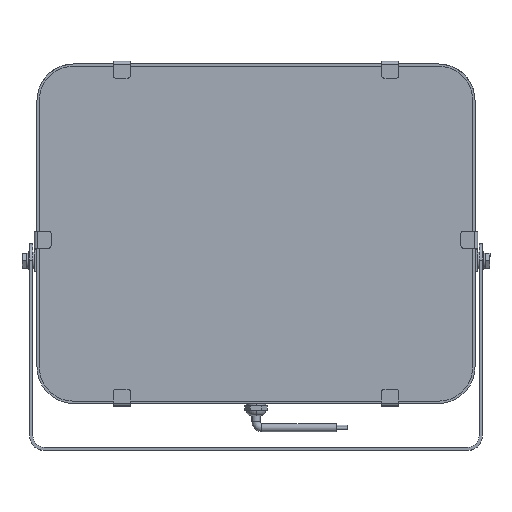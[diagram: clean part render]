
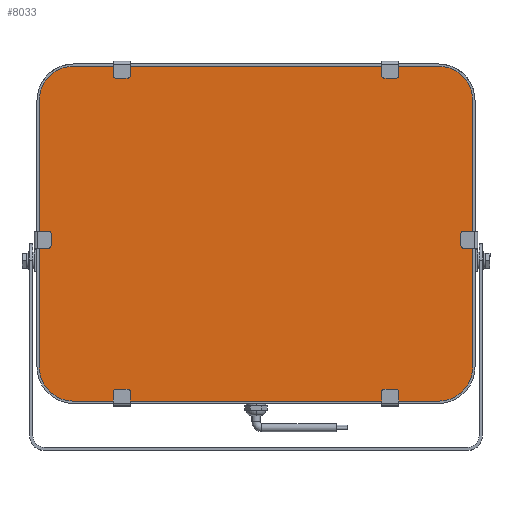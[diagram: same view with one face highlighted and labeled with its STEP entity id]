
A CAD part, top view. The second image highlights one B-rep face of the part: STEP entity #8033.
In plain terms, the highlighted planar face has unit normal (0, 0, 1).
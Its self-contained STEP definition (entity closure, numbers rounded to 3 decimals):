
#522 = VECTOR ( 'NONE', #1481, 1000. ) ;
#1481 = DIRECTION ( 'NONE',  ( 0., -1., 0. ) ) ;
#1763 = DIRECTION ( 'NONE',  ( 0., 0., 1. ) ) ;
#2437 = AXIS2_PLACEMENT_3D ( 'NONE', #17630, #1763, #20281 ) ;
#3056 = DIRECTION ( 'NONE',  ( 0., 0., 1. ) ) ;
#3501 = VERTEX_POINT ( 'NONE', #27477 ) ;
#3564 = ORIENTED_EDGE ( 'NONE', *, *, #21645, .T. ) ;
#3850 = CARTESIAN_POINT ( 'NONE',  ( -159., -146., 0. ) ) ;
#3897 = LINE ( 'NONE', #23472, #18803 ) ;
#4059 = CARTESIAN_POINT ( 'NONE',  ( 159., 116., 0. ) ) ;
#4115 = EDGE_LOOP ( 'NONE', ( #18421, #10540, #24070, #22882, #29237, #17725, #3564, #4154 ) ) ;
#4154 = ORIENTED_EDGE ( 'NONE', *, *, #14122, .T. ) ;
#4714 = DIRECTION ( 'NONE',  ( 0., 0., 1. ) ) ;
#6557 = EDGE_CURVE ( 'NONE', #8181, #26316, #7829, .T. ) ;
#6739 = DIRECTION ( 'NONE',  ( 1., 0., 0. ) ) ;
#7746 = DIRECTION ( 'NONE',  ( -1., 0., 0. ) ) ;
#7829 = LINE ( 'NONE', #3850, #33215 ) ;
#7932 = AXIS2_PLACEMENT_3D ( 'NONE', #20538, #4714, #23122 ) ;
#8033 = ADVANCED_FACE ( 'NONE', ( #33527 ), #28086, .T. ) ;
#8181 = VERTEX_POINT ( 'NONE', #33969 ) ;
#8322 = CIRCLE ( 'NONE', #32176, 30. ) ;
#9556 = CIRCLE ( 'NONE', #12200, 30. ) ;
#9742 = CARTESIAN_POINT ( 'NONE',  ( -159., 116., 0. ) ) ;
#10540 = ORIENTED_EDGE ( 'NONE', *, *, #20768, .T. ) ;
#12131 = CARTESIAN_POINT ( 'NONE',  ( 159., -146., 0. ) ) ;
#12200 = AXIS2_PLACEMENT_3D ( 'NONE', #18935, #3056, #21515 ) ;
#12228 = AXIS2_PLACEMENT_3D ( 'NONE', #9742, #30684, #15078 ) ;
#12265 = CARTESIAN_POINT ( 'NONE',  ( 189., -116., 0. ) ) ;
#14122 = EDGE_CURVE ( 'NONE', #3501, #14137, #3897, .T. ) ;
#14137 = VERTEX_POINT ( 'NONE', #26125 ) ;
#14241 = VERTEX_POINT ( 'NONE', #24025 ) ;
#15078 = DIRECTION ( 'NONE',  ( 1., 0., 0. ) ) ;
#15279 = VERTEX_POINT ( 'NONE', #32631 ) ;
#17630 = CARTESIAN_POINT ( 'NONE',  ( -159., 116., 0. ) ) ;
#17725 = ORIENTED_EDGE ( 'NONE', *, *, #24001, .T. ) ;
#17982 = LINE ( 'NONE', #25026, #24043 ) ;
#18421 = ORIENTED_EDGE ( 'NONE', *, *, #30944, .T. ) ;
#18803 = VECTOR ( 'NONE', #7746, 1000. ) ;
#18935 = CARTESIAN_POINT ( 'NONE',  ( 159., -116., 0. ) ) ;
#19824 = DIRECTION ( 'NONE',  ( 1., 0., 0. ) ) ;
#19825 = DIRECTION ( 'NONE',  ( 0., 1., 0. ) ) ;
#20281 = DIRECTION ( 'NONE',  ( 1., 0., 0. ) ) ;
#20538 = CARTESIAN_POINT ( 'NONE',  ( -159., -116., 0. ) ) ;
#20768 = EDGE_CURVE ( 'NONE', #23320, #15279, #26851, .T. ) ;
#21515 = DIRECTION ( 'NONE',  ( 1., 0., 0. ) ) ;
#21645 = EDGE_CURVE ( 'NONE', #14241, #3501, #8322, .T. ) ;
#21686 = VERTEX_POINT ( 'NONE', #12265 ) ;
#22496 = DIRECTION ( 'NONE',  ( 0., 0., 1. ) ) ;
#22882 = ORIENTED_EDGE ( 'NONE', *, *, #6557, .T. ) ;
#23122 = DIRECTION ( 'NONE',  ( 1., 0., 0. ) ) ;
#23320 = VERTEX_POINT ( 'NONE', #26648 ) ;
#23472 = CARTESIAN_POINT ( 'NONE',  ( 159., 146., 0. ) ) ;
#24001 = EDGE_CURVE ( 'NONE', #21686, #14241, #17982, .T. ) ;
#24025 = CARTESIAN_POINT ( 'NONE',  ( 189., 116., 0. ) ) ;
#24043 = VECTOR ( 'NONE', #19825, 1000. ) ;
#24070 = ORIENTED_EDGE ( 'NONE', *, *, #28944, .T. ) ;
#25026 = CARTESIAN_POINT ( 'NONE',  ( 189., -116., 0. ) ) ;
#26125 = CARTESIAN_POINT ( 'NONE',  ( -159., 146., 0. ) ) ;
#26316 = VERTEX_POINT ( 'NONE', #12131 ) ;
#26570 = EDGE_CURVE ( 'NONE', #26316, #21686, #9556, .T. ) ;
#26648 = CARTESIAN_POINT ( 'NONE',  ( -189., 116., 0. ) ) ;
#26851 = LINE ( 'NONE', #32920, #522 ) ;
#27477 = CARTESIAN_POINT ( 'NONE',  ( 159., 146., 0. ) ) ;
#28086 = PLANE ( 'NONE',  #12228 ) ;
#28693 = CIRCLE ( 'NONE', #7932, 30. ) ;
#28944 = EDGE_CURVE ( 'NONE', #15279, #8181, #28693, .T. ) ;
#29237 = ORIENTED_EDGE ( 'NONE', *, *, #26570, .T. ) ;
#30684 = DIRECTION ( 'NONE',  ( 0., 0., 1. ) ) ;
#30944 = EDGE_CURVE ( 'NONE', #14137, #23320, #33465, .T. ) ;
#32176 = AXIS2_PLACEMENT_3D ( 'NONE', #4059, #22496, #6739 ) ;
#32631 = CARTESIAN_POINT ( 'NONE',  ( -189., -116., 0. ) ) ;
#32920 = CARTESIAN_POINT ( 'NONE',  ( -189., 116., 0. ) ) ;
#33215 = VECTOR ( 'NONE', #19824, 1000. ) ;
#33465 = CIRCLE ( 'NONE', #2437, 30. ) ;
#33527 = FACE_OUTER_BOUND ( 'NONE', #4115, .T. ) ;
#33969 = CARTESIAN_POINT ( 'NONE',  ( -159., -146., 0. ) ) ;
